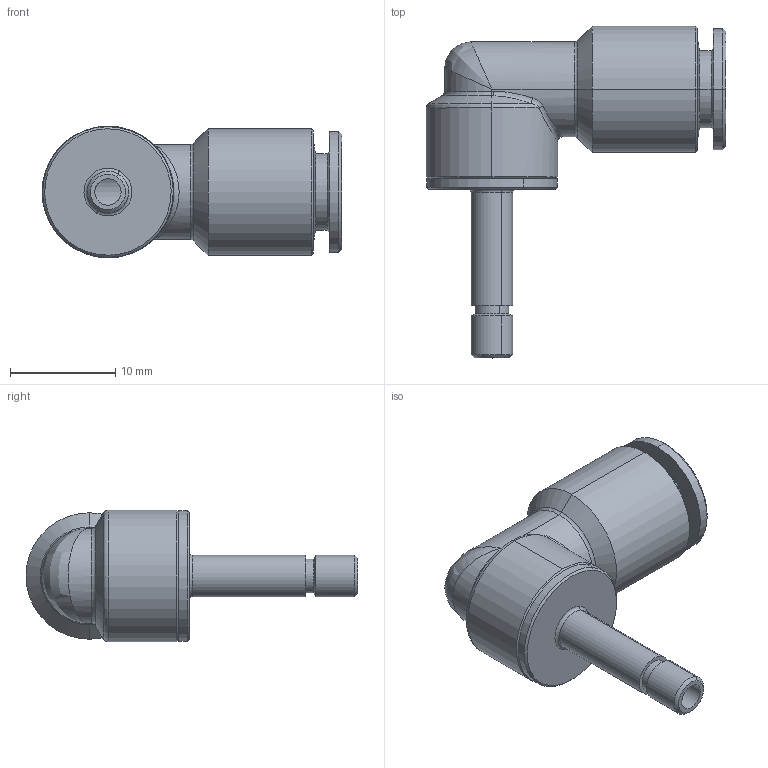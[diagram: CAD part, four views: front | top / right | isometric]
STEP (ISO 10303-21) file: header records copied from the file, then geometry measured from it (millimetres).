
FILE_DESCRIPTION (( 'STEP AP203' ), '1' );
FILE_NAME ('A0333010.STEP', '2009-04-09T08:55:40', ( '' ), ( 'sopra-pneumatic' ), 'SwSTEP 2.0', 'SolidWorks 2009', '' );
FILE_SCHEMA (( 'CONFIG_CONTROL_DESIGN' ));
Length unit declared in the file: millimetre
Products named in the file (1): A0333010
Bounding box: 28.45 x 31.5 x 12.5 mm (x, y, z)
Volume: 2461 mm3; surface area: 2232.2 mm2
Topology: 1 solids, 1 shells, 76 faces, 164 edges, 93 vertices
Faces by surface type: cylinder 27, cone 25, torus 10, plane 8, bspline 6
Entity records: 2491 total; most frequent: CARTESIAN_POINT 775, DIRECTION 374, ORIENTED_EDGE 324, EDGE_CURVE 162, AXIS2_PLACEMENT_3D 162, VERTEX_POINT 93, CIRCLE 91, EDGE_LOOP 83
